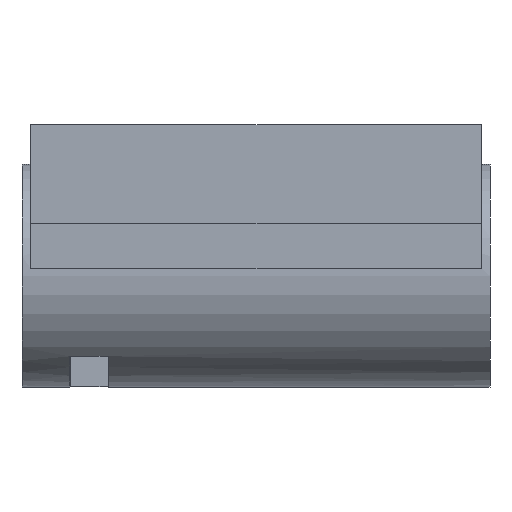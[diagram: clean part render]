
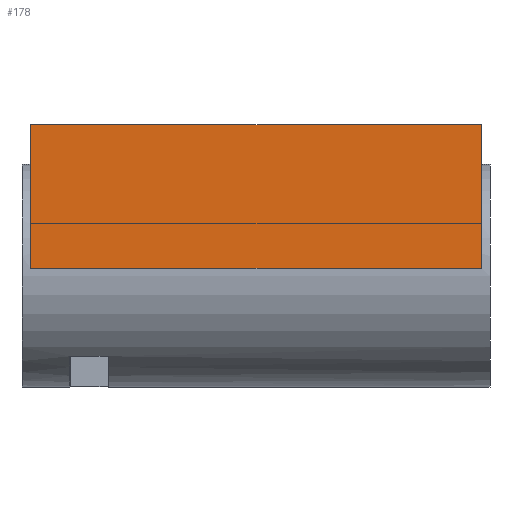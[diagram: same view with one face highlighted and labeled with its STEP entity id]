
A CAD part, front view. The second image highlights one B-rep face of the part: STEP entity #178.
In plain terms, the highlighted planar face has unit normal (0, -1, 0).
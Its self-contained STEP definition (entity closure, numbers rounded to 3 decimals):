
#4 = ORIENTED_EDGE ( 'NONE', *, *, #416, .T. ) ;
#10 = EDGE_CURVE ( 'NONE', #604, #530, #471, .T. ) ;
#31 = CARTESIAN_POINT ( 'NONE',  ( -179.5, -44.15, 2.973 ) ) ;
#44 = PLANE ( 'NONE',  #77 ) ;
#56 = ORIENTED_EDGE ( 'NONE', *, *, #557, .F. ) ;
#59 = LINE ( 'NONE', #75, #285 ) ;
#75 = CARTESIAN_POINT ( 'NONE',  ( -0.5, -44.15, -1. ) ) ;
#77 = AXIS2_PLACEMENT_3D ( 'NONE', #558, #395, #550 ) ;
#116 = DIRECTION ( 'NONE',  ( 0., 0., 1. ) ) ;
#130 = FACE_OUTER_BOUND ( 'NONE', #611, .T. ) ;
#149 = LINE ( 'NONE', #401, #363 ) ;
#177 = DIRECTION ( 'NONE',  ( 1., 0., 0. ) ) ;
#178 = ADVANCED_FACE ( 'NONE', ( #130 ), #44, .T. ) ;
#185 = VERTEX_POINT ( 'NONE', #615 ) ;
#255 = CARTESIAN_POINT ( 'NONE',  ( 3., -44.15, 2.973 ) ) ;
#261 = VECTOR ( 'NONE', #177, 1000. ) ;
#271 = DIRECTION ( 'NONE',  ( 1., 0., 0. ) ) ;
#285 = VECTOR ( 'NONE', #116, 1000. ) ;
#350 = CARTESIAN_POINT ( 'NONE',  ( -179.5, -44.15, 60. ) ) ;
#363 = VECTOR ( 'NONE', #397, 1000. ) ;
#390 = ORIENTED_EDGE ( 'NONE', *, *, #10, .F. ) ;
#395 = DIRECTION ( 'NONE',  ( 0., -1., 0. ) ) ;
#397 = DIRECTION ( 'NONE',  ( 0., 0., 1. ) ) ;
#401 = CARTESIAN_POINT ( 'NONE',  ( -179.5, -44.15, -1. ) ) ;
#416 = EDGE_CURVE ( 'NONE', #185, #530, #59, .T. ) ;
#420 = VERTEX_POINT ( 'NONE', #31 ) ;
#457 = LINE ( 'NONE', #255, #601 ) ;
#471 = LINE ( 'NONE', #538, #261 ) ;
#492 = ORIENTED_EDGE ( 'NONE', *, *, #650, .T. ) ;
#505 = CARTESIAN_POINT ( 'NONE',  ( -0.5, -44.15, 60. ) ) ;
#530 = VERTEX_POINT ( 'NONE', #505 ) ;
#538 = CARTESIAN_POINT ( 'NONE',  ( -0.5, -44.15, 60. ) ) ;
#550 = DIRECTION ( 'NONE',  ( 0., 0., -1. ) ) ;
#557 = EDGE_CURVE ( 'NONE', #420, #604, #149, .T. ) ;
#558 = CARTESIAN_POINT ( 'NONE',  ( -0.5, -44.15, -1. ) ) ;
#601 = VECTOR ( 'NONE', #271, 1000. ) ;
#604 = VERTEX_POINT ( 'NONE', #350 ) ;
#611 = EDGE_LOOP ( 'NONE', ( #56, #492, #4, #390 ) ) ;
#615 = CARTESIAN_POINT ( 'NONE',  ( -0.5, -44.15, 2.973 ) ) ;
#650 = EDGE_CURVE ( 'NONE', #420, #185, #457, .T. ) ;
